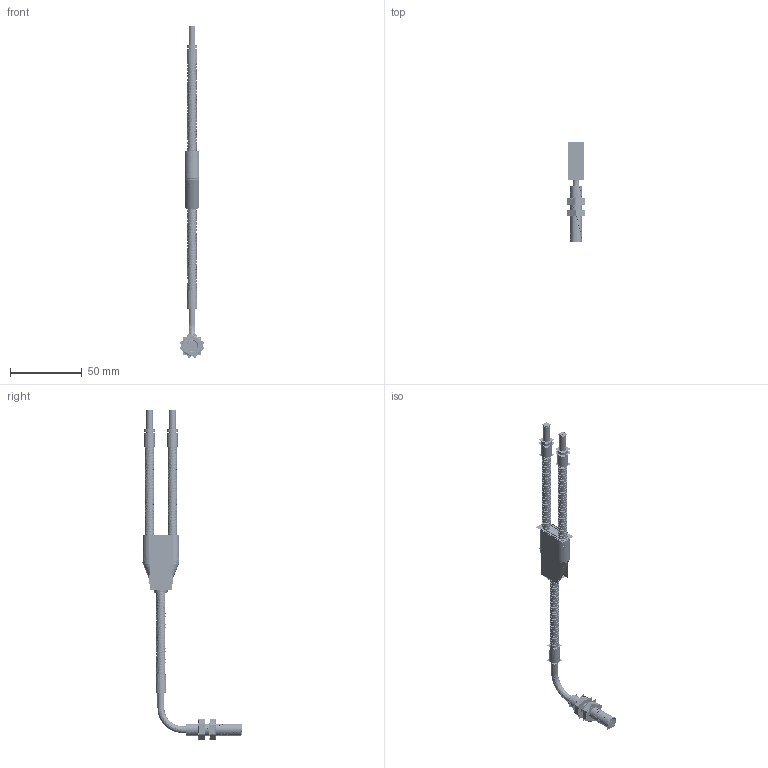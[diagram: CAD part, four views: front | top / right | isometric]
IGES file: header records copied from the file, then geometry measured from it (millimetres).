
Start section:  PTC IGES file: 193323.igs
Global section: file name: 193323.igs; native system: Creo Parametric by Parametric Technology Corporation; preprocessor: 2013230; author: pdmadmin; organization: Unknown; date: 20160212.114120; units: millimetre
Bounding box: 17.23 x 69.78 x 231.37 mm (x, y, z)
Volume: 9864.9 mm3; surface area: 163038.4 mm2
Topology: 11 solids, 11 shells, 1196 faces, 5474 edges, 6645 vertices
Faces by surface type: bspline 796, revolution 400
